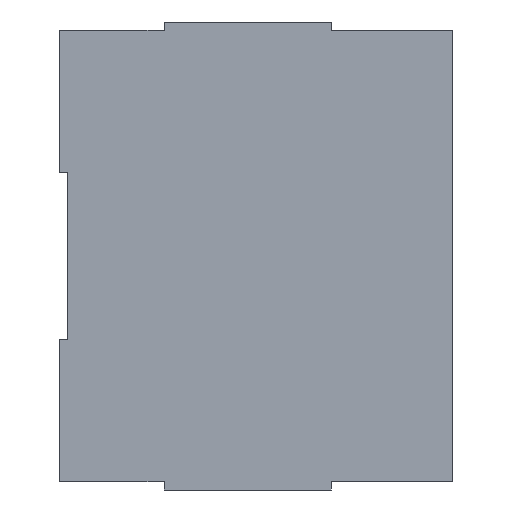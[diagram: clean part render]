
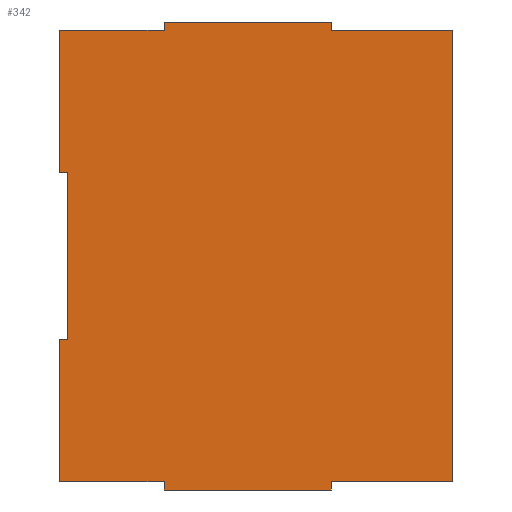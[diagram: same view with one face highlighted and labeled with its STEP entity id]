
A CAD part, left-side view. The second image highlights one B-rep face of the part: STEP entity #342.
In plain terms, the highlighted planar face has unit normal (-1, 0, 0).
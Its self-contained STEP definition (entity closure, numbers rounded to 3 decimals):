
#16=FACE_OUTER_BOUND('',#34,.T.);
#34=EDGE_LOOP('',(#231,#232,#233,#234,#235,#236,#237,#238,#239,#240,#241,
#242,#243,#244,#245,#246));
#52=LINE('',#483,#100);
#55=LINE('',#489,#103);
#56=LINE('',#491,#104);
#57=LINE('',#493,#105);
#58=LINE('',#495,#106);
#59=LINE('',#497,#107);
#60=LINE('',#499,#108);
#61=LINE('',#501,#109);
#62=LINE('',#503,#110);
#63=LINE('',#505,#111);
#64=LINE('',#507,#112);
#65=LINE('',#509,#113);
#66=LINE('',#511,#114);
#67=LINE('',#513,#115);
#68=LINE('',#515,#116);
#69=LINE('',#516,#117);
#100=VECTOR('',#396,10.);
#103=VECTOR('',#401,10.);
#104=VECTOR('',#402,10.);
#105=VECTOR('',#403,10.);
#106=VECTOR('',#404,10.);
#107=VECTOR('',#405,10.);
#108=VECTOR('',#406,10.);
#109=VECTOR('',#407,10.);
#110=VECTOR('',#408,10.);
#111=VECTOR('',#409,10.);
#112=VECTOR('',#410,10.);
#113=VECTOR('',#411,10.);
#114=VECTOR('',#412,10.);
#115=VECTOR('',#413,10.);
#116=VECTOR('',#414,10.);
#117=VECTOR('',#415,10.);
#148=VERTEX_POINT('',#480);
#149=VERTEX_POINT('',#482);
#151=VERTEX_POINT('',#488);
#152=VERTEX_POINT('',#490);
#153=VERTEX_POINT('',#492);
#154=VERTEX_POINT('',#494);
#155=VERTEX_POINT('',#496);
#156=VERTEX_POINT('',#498);
#157=VERTEX_POINT('',#500);
#158=VERTEX_POINT('',#502);
#159=VERTEX_POINT('',#504);
#160=VERTEX_POINT('',#506);
#161=VERTEX_POINT('',#508);
#162=VERTEX_POINT('',#510);
#163=VERTEX_POINT('',#512);
#164=VERTEX_POINT('',#514);
#180=EDGE_CURVE('',#149,#148,#52,.T.);
#183=EDGE_CURVE('',#148,#151,#55,.T.);
#184=EDGE_CURVE('',#151,#152,#56,.T.);
#185=EDGE_CURVE('',#152,#153,#57,.T.);
#186=EDGE_CURVE('',#154,#153,#58,.T.);
#187=EDGE_CURVE('',#155,#154,#59,.T.);
#188=EDGE_CURVE('',#155,#156,#60,.T.);
#189=EDGE_CURVE('',#156,#157,#61,.T.);
#190=EDGE_CURVE('',#157,#158,#62,.T.);
#191=EDGE_CURVE('',#158,#159,#63,.T.);
#192=EDGE_CURVE('',#159,#160,#64,.T.);
#193=EDGE_CURVE('',#160,#161,#65,.T.);
#194=EDGE_CURVE('',#161,#162,#66,.T.);
#195=EDGE_CURVE('',#162,#163,#67,.T.);
#196=EDGE_CURVE('',#164,#163,#68,.T.);
#197=EDGE_CURVE('',#149,#164,#69,.T.);
#231=ORIENTED_EDGE('',*,*,#183,.T.);
#232=ORIENTED_EDGE('',*,*,#184,.T.);
#233=ORIENTED_EDGE('',*,*,#185,.T.);
#234=ORIENTED_EDGE('',*,*,#186,.F.);
#235=ORIENTED_EDGE('',*,*,#187,.F.);
#236=ORIENTED_EDGE('',*,*,#188,.T.);
#237=ORIENTED_EDGE('',*,*,#189,.T.);
#238=ORIENTED_EDGE('',*,*,#190,.T.);
#239=ORIENTED_EDGE('',*,*,#191,.T.);
#240=ORIENTED_EDGE('',*,*,#192,.T.);
#241=ORIENTED_EDGE('',*,*,#193,.T.);
#242=ORIENTED_EDGE('',*,*,#194,.T.);
#243=ORIENTED_EDGE('',*,*,#195,.T.);
#244=ORIENTED_EDGE('',*,*,#196,.F.);
#245=ORIENTED_EDGE('',*,*,#197,.F.);
#246=ORIENTED_EDGE('',*,*,#180,.T.);
#324=PLANE('',#374);
#342=ADVANCED_FACE('',(#16),#324,.T.);
#374=AXIS2_PLACEMENT_3D('',#487,#399,#400);
#396=DIRECTION('',(0.,-1.,0.));
#399=DIRECTION('center_axis',(-1.,0.,0.));
#400=DIRECTION('ref_axis',(0.,0.,1.));
#401=DIRECTION('',(0.,0.,1.));
#402=DIRECTION('',(0.,1.,0.));
#403=DIRECTION('',(0.,0.,1.));
#404=DIRECTION('',(0.,-1.,0.));
#405=DIRECTION('',(0.,0.,1.));
#406=DIRECTION('',(0.,1.,0.));
#407=DIRECTION('',(0.,0.,-1.));
#408=DIRECTION('',(0.,-1.,0.));
#409=DIRECTION('',(0.,0.,-1.));
#410=DIRECTION('',(0.,1.,0.));
#411=DIRECTION('',(0.,0.,-1.));
#412=DIRECTION('',(0.,-1.,0.));
#413=DIRECTION('',(0.,0.,-1.));
#414=DIRECTION('',(0.,1.,0.));
#415=DIRECTION('',(0.,0.,-1.));
#480=CARTESIAN_POINT('',(-215.,8.,-135.));
#482=CARTESIAN_POINT('',(-215.,80.5,-135.));
#483=CARTESIAN_POINT('',(-215.,8.,-135.));
#487=CARTESIAN_POINT('Origin',(-215.,8.,-135.));
#488=CARTESIAN_POINT('',(-215.,8.,135.));
#489=CARTESIAN_POINT('',(-215.,8.,-21.25));
#490=CARTESIAN_POINT('',(-215.,80.5,135.));
#491=CARTESIAN_POINT('',(-215.,8.,135.));
#492=CARTESIAN_POINT('',(-215.,80.5,140.));
#493=CARTESIAN_POINT('',(-215.,80.5,135.));
#494=CARTESIAN_POINT('',(-215.,180.5,140.));
#495=CARTESIAN_POINT('',(-215.,180.5,140.));
#496=CARTESIAN_POINT('',(-215.,180.5,135.));
#497=CARTESIAN_POINT('',(-215.,180.5,135.));
#498=CARTESIAN_POINT('',(-215.,243.,135.));
#499=CARTESIAN_POINT('',(-215.,8.,135.));
#500=CARTESIAN_POINT('',(-215.,243.,50.));
#501=CARTESIAN_POINT('',(-215.,243.,-67.5));
#502=CARTESIAN_POINT('',(-215.,238.,50.));
#503=CARTESIAN_POINT('',(-215.,133.,50.));
#504=CARTESIAN_POINT('',(-215.,238.,-50.));
#505=CARTESIAN_POINT('',(-215.,238.,-67.5));
#506=CARTESIAN_POINT('',(-215.,243.,-50.));
#507=CARTESIAN_POINT('',(-215.,133.,-50.));
#508=CARTESIAN_POINT('',(-215.,243.,-135.));
#509=CARTESIAN_POINT('',(-215.,243.,-67.5));
#510=CARTESIAN_POINT('',(-215.,180.5,-135.));
#511=CARTESIAN_POINT('',(-215.,8.,-135.));
#512=CARTESIAN_POINT('',(-215.,180.5,-140.));
#513=CARTESIAN_POINT('',(-215.,180.5,-135.));
#514=CARTESIAN_POINT('',(-215.,80.5,-140.));
#515=CARTESIAN_POINT('',(-215.,130.5,-140.));
#516=CARTESIAN_POINT('',(-215.,80.5,-135.));
